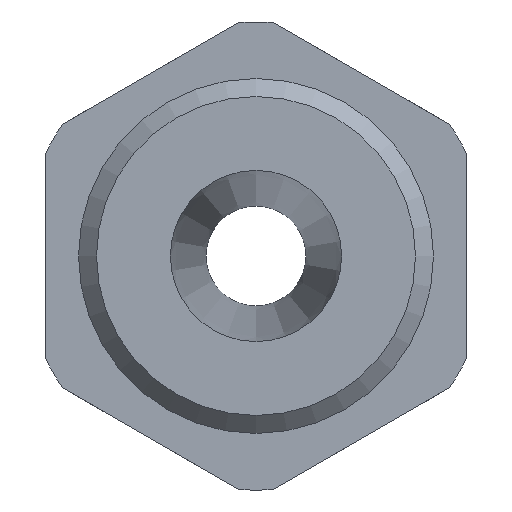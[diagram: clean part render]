
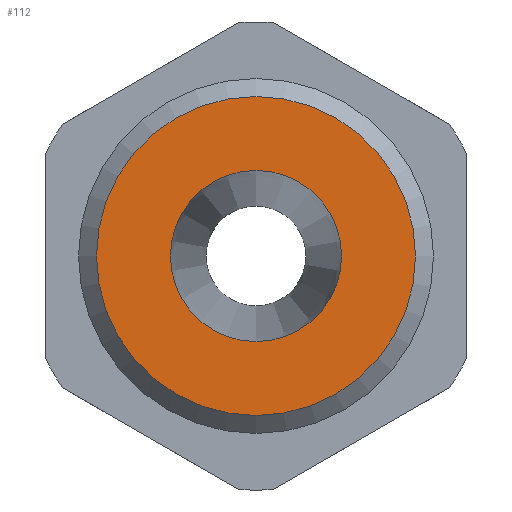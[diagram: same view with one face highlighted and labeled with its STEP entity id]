
A CAD part, left-side view. The second image highlights one B-rep face of the part: STEP entity #112.
In plain terms, the highlighted planar face has unit normal (-1, 0, 0).
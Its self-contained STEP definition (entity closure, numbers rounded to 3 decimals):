
#112 = ADVANCED_FACE( '', ( #288, #289 ), #290, .T. );
#288 = FACE_BOUND( '', #539, .T. );
#289 = FACE_OUTER_BOUND( '', #540, .T. );
#290 = PLANE( '', #541 );
#539 = EDGE_LOOP( '', ( #825 ) );
#540 = EDGE_LOOP( '', ( #826 ) );
#541 = AXIS2_PLACEMENT_3D( '', #827, #828, #829 );
#825 = ORIENTED_EDGE( '', *, *, #1468, .T. );
#826 = ORIENTED_EDGE( '', *, *, #1469, .F. );
#827 = CARTESIAN_POINT( '', ( 0., 7.19, 0. ) );
#828 = DIRECTION( '', ( -1., 0., 0. ) );
#829 = DIRECTION( '', ( 0., 0., 1. ) );
#1468 = EDGE_CURVE( '', #1755, #1755, #1756, .T. );
#1469 = EDGE_CURVE( '', #1757, #1757, #1758, .T. );
#1755 = VERTEX_POINT( '', #2176 );
#1756 = CIRCLE( '', #2177, 3.858 );
#1757 = VERTEX_POINT( '', #2178 );
#1758 = CIRCLE( '', #2179, 7.19 );
#2176 = CARTESIAN_POINT( '', ( 0., 0., -3.858 ) );
#2177 = AXIS2_PLACEMENT_3D( '', #2675, #2676, #2677 );
#2178 = CARTESIAN_POINT( '', ( 0., 0., -7.19 ) );
#2179 = AXIS2_PLACEMENT_3D( '', #2678, #2679, #2680 );
#2675 = CARTESIAN_POINT( '', ( 0., 0., 0. ) );
#2676 = DIRECTION( '', ( 1., 0., 0. ) );
#2677 = DIRECTION( '', ( 0., 0., -1. ) );
#2678 = CARTESIAN_POINT( '', ( 0., 0., 0. ) );
#2679 = DIRECTION( '', ( 1., 0., 0. ) );
#2680 = DIRECTION( '', ( 0., 0., -1. ) );
